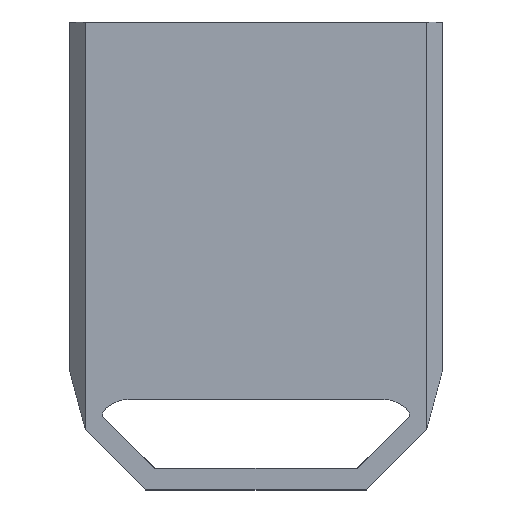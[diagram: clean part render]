
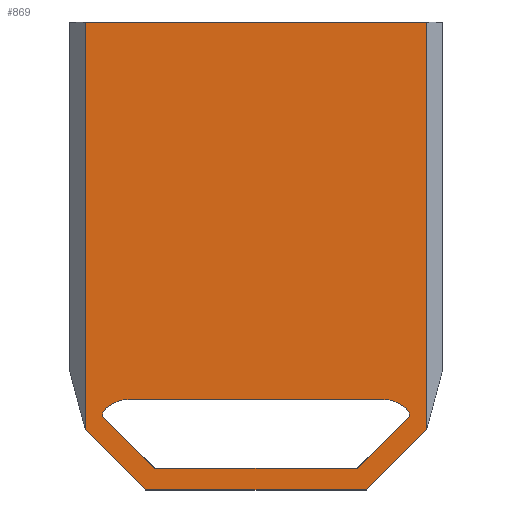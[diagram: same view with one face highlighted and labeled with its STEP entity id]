
A CAD part, top view. The second image highlights one B-rep face of the part: STEP entity #869.
In plain terms, the highlighted planar face has unit normal (0, 0, 1).
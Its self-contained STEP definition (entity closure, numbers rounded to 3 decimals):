
#19=FACE_BOUND('',#69,.T.);
#21=CIRCLE('',#929,3.6);
#22=CIRCLE('',#930,3.6);
#23=FACE_OUTER_BOUND('',#68,.T.);
#68=EDGE_LOOP('',(#572,#573,#574,#575,#576,#577));
#69=EDGE_LOOP('',(#578,#579,#580,#581,#582,#583,#584,#585));
#115=LINE('',#1204,#238);
#116=LINE('',#1206,#239);
#117=LINE('',#1208,#240);
#118=LINE('',#1210,#241);
#119=LINE('',#1212,#242);
#120=LINE('',#1213,#243);
#121=LINE('',#1216,#244);
#122=LINE('',#1218,#245);
#123=LINE('',#1220,#246);
#124=LINE('',#1222,#247);
#125=LINE('',#1226,#248);
#126=LINE('',#1229,#249);
#238=VECTOR('',#981,10.);
#239=VECTOR('',#982,10.);
#240=VECTOR('',#983,10.);
#241=VECTOR('',#984,10.);
#242=VECTOR('',#985,10.);
#243=VECTOR('',#986,10.);
#244=VECTOR('',#987,10.);
#245=VECTOR('',#988,10.);
#246=VECTOR('',#989,10.);
#247=VECTOR('',#990,10.);
#248=VECTOR('',#993,10.);
#249=VECTOR('',#996,10.);
#361=VERTEX_POINT('',#1202);
#362=VERTEX_POINT('',#1203);
#363=VERTEX_POINT('',#1205);
#364=VERTEX_POINT('',#1207);
#365=VERTEX_POINT('',#1209);
#366=VERTEX_POINT('',#1211);
#367=VERTEX_POINT('',#1214);
#368=VERTEX_POINT('',#1215);
#369=VERTEX_POINT('',#1217);
#370=VERTEX_POINT('',#1219);
#371=VERTEX_POINT('',#1221);
#372=VERTEX_POINT('',#1223);
#373=VERTEX_POINT('',#1225);
#374=VERTEX_POINT('',#1227);
#445=EDGE_CURVE('',#361,#362,#115,.T.);
#446=EDGE_CURVE('',#362,#363,#116,.T.);
#447=EDGE_CURVE('',#363,#364,#117,.T.);
#448=EDGE_CURVE('',#364,#365,#118,.T.);
#449=EDGE_CURVE('',#365,#366,#119,.T.);
#450=EDGE_CURVE('',#366,#361,#120,.T.);
#451=EDGE_CURVE('',#367,#368,#121,.T.);
#452=EDGE_CURVE('',#369,#367,#122,.T.);
#453=EDGE_CURVE('',#370,#369,#123,.T.);
#454=EDGE_CURVE('',#370,#371,#124,.T.);
#455=EDGE_CURVE('',#371,#372,#21,.T.);
#456=EDGE_CURVE('',#372,#373,#125,.T.);
#457=EDGE_CURVE('',#373,#374,#22,.T.);
#458=EDGE_CURVE('',#374,#368,#126,.T.);
#572=ORIENTED_EDGE('',*,*,#445,.T.);
#573=ORIENTED_EDGE('',*,*,#446,.T.);
#574=ORIENTED_EDGE('',*,*,#447,.T.);
#575=ORIENTED_EDGE('',*,*,#448,.T.);
#576=ORIENTED_EDGE('',*,*,#449,.T.);
#577=ORIENTED_EDGE('',*,*,#450,.T.);
#578=ORIENTED_EDGE('',*,*,#451,.F.);
#579=ORIENTED_EDGE('',*,*,#452,.F.);
#580=ORIENTED_EDGE('',*,*,#453,.F.);
#581=ORIENTED_EDGE('',*,*,#454,.T.);
#582=ORIENTED_EDGE('',*,*,#455,.T.);
#583=ORIENTED_EDGE('',*,*,#456,.T.);
#584=ORIENTED_EDGE('',*,*,#457,.T.);
#585=ORIENTED_EDGE('',*,*,#458,.T.);
#826=PLANE('',#928);
#869=ADVANCED_FACE('',(#23,#19),#826,.T.);
#928=AXIS2_PLACEMENT_3D('',#1201,#979,#980);
#929=AXIS2_PLACEMENT_3D('',#1224,#991,#992);
#930=AXIS2_PLACEMENT_3D('',#1228,#994,#995);
#979=DIRECTION('center_axis',(0.,0.,1.));
#980=DIRECTION('ref_axis',(-1.,0.,0.));
#981=DIRECTION('',(0.707,0.707,0.));
#982=DIRECTION('',(0.,1.,0.));
#983=DIRECTION('',(-1.,0.,0.));
#984=DIRECTION('',(0.,-1.,0.));
#985=DIRECTION('',(0.707,-0.707,0.));
#986=DIRECTION('',(1.,0.,0.));
#987=DIRECTION('',(0.707,0.707,0.));
#988=DIRECTION('',(1.,0.,0.));
#989=DIRECTION('',(0.707,-0.707,0.));
#990=DIRECTION('',(0.,1.,0.));
#991=DIRECTION('center_axis',(0.,0.,-1.));
#992=DIRECTION('ref_axis',(0.,1.,0.));
#993=DIRECTION('',(1.,0.,0.));
#994=DIRECTION('center_axis',(0.,0.,-1.));
#995=DIRECTION('ref_axis',(0.822,0.57,0.));
#996=DIRECTION('',(0.,-1.,0.));
#1201=CARTESIAN_POINT('Origin',(0.,-49.85,63.));
#1202=CARTESIAN_POINT('',(12.8,-77.,63.));
#1203=CARTESIAN_POINT('',(19.8,-70.,63.));
#1204=CARTESIAN_POINT('',(12.8,-77.,63.));
#1205=CARTESIAN_POINT('',(19.8,-22.7,63.));
#1206=CARTESIAN_POINT('',(19.8,-70.,63.));
#1207=CARTESIAN_POINT('',(-19.8,-22.7,63.));
#1208=CARTESIAN_POINT('',(19.8,-22.7,63.));
#1209=CARTESIAN_POINT('',(-19.8,-70.,63.));
#1210=CARTESIAN_POINT('',(-19.8,-22.7,63.));
#1211=CARTESIAN_POINT('',(-12.8,-77.,63.));
#1212=CARTESIAN_POINT('',(-19.8,-70.,63.));
#1213=CARTESIAN_POINT('',(-12.8,-77.,63.));
#1214=CARTESIAN_POINT('',(11.764,-74.5,63.));
#1215=CARTESIAN_POINT('',(17.8,-68.464,63.));
#1216=CARTESIAN_POINT('',(17.093,-69.172,63.));
#1217=CARTESIAN_POINT('',(-11.764,-74.5,63.));
#1218=CARTESIAN_POINT('',(12.179,-74.5,63.));
#1219=CARTESIAN_POINT('',(-17.8,-68.464,63.));
#1220=CARTESIAN_POINT('',(-11.472,-74.793,63.));
#1221=CARTESIAN_POINT('',(-17.8,-68.048,63.));
#1222=CARTESIAN_POINT('',(-17.8,-69.879,63.));
#1223=CARTESIAN_POINT('',(-14.842,-66.5,63.));
#1224=CARTESIAN_POINT('Origin',(-14.842,-70.1,63.));
#1225=CARTESIAN_POINT('',(14.842,-66.5,63.));
#1226=CARTESIAN_POINT('',(-14.842,-66.5,63.));
#1227=CARTESIAN_POINT('',(17.8,-68.048,63.));
#1228=CARTESIAN_POINT('Origin',(14.842,-70.1,63.));
#1229=CARTESIAN_POINT('',(17.8,-68.048,63.));
